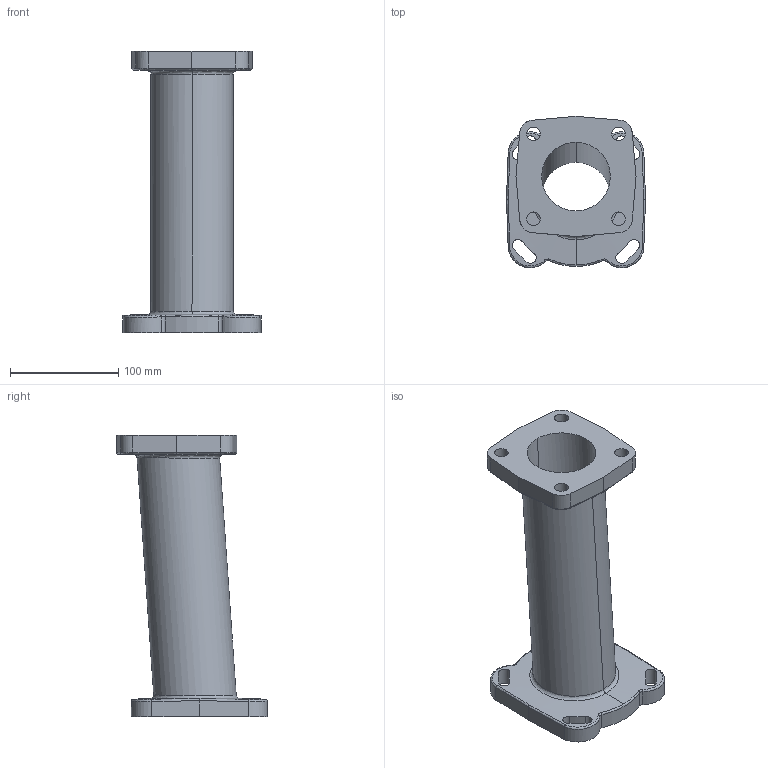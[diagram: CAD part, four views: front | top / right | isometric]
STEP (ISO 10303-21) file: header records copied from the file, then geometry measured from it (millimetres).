
FILE_DESCRIPTION((''),'2;1');
FILE_NAME('D41032_PRT','2006-12-19T',('work1'),(''),'PRO/ENGINEER BY PARAMETRIC TECHNOLOGY CORPORATION, 2005110','PRO/ENGINEER BY PARAMETRIC TECHNOLOGY CORPORATION, 2005110','');
FILE_SCHEMA(('CONFIG_CONTROL_DESIGN'));
Length unit declared in the file: inch
Products named in the file (1): D41032_PRT
Bounding box: 128.57 x 139.57 x 260.35 mm (x, y, z)
Volume: 634408.2 mm3; surface area: 160726.3 mm2
Topology: 1 solids, 1 shells, 94 faces, 236 edges, 144 vertices
Faces by surface type: cylinder 42, bspline 32, plane 14, cone 4, torus 2
Entity records: 4890 total; most frequent: CARTESIAN_POINT 2862, ORIENTED_EDGE 472, DIRECTION 318, EDGE_CURVE 236, VERTEX_POINT 144, AXIS2_PLACEMENT_3D 124, EDGE_LOOP 112, B_SPLINE_CURVE_WITH_KNOTS 104
